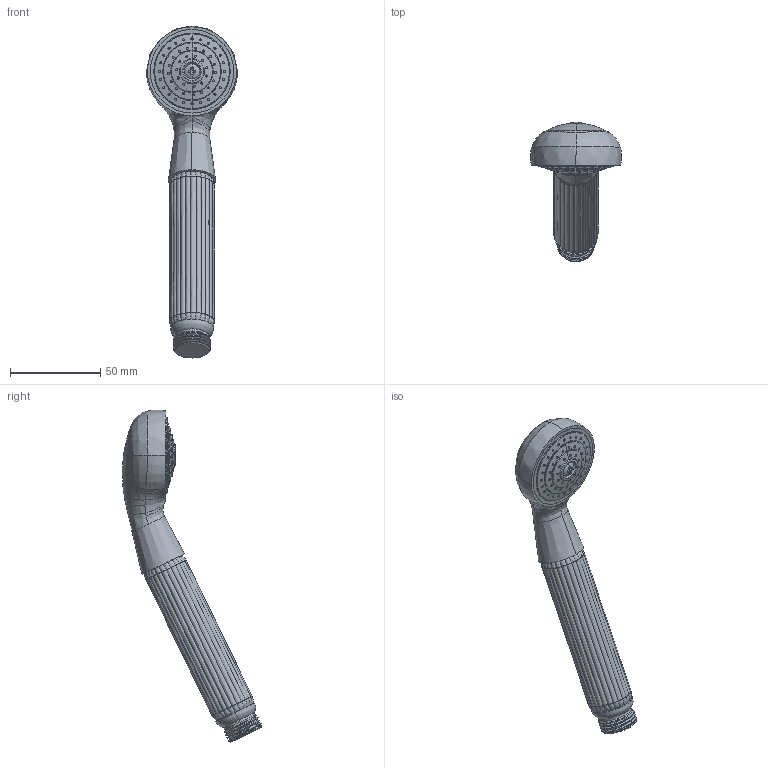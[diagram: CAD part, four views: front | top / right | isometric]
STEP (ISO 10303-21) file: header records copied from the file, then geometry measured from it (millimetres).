
FILE_DESCRIPTION((''),'2;1');
FILE_NAME('50275','2020-12-10T16:14:38',('jinson.thomas'),(''),'CREO PARAMETRIC BY PTC INC, 2018400','CREO PARAMETRIC BY PTC INC, 2018400','');
FILE_SCHEMA(('CONFIG_CONTROL_DESIGN'));
Length unit declared in the file: inch
Products named in the file (1): 50275
Bounding box: 50.45 x 77.12 x 183.98 mm (x, y, z)
Volume: 103004.6 mm3; surface area: 18491.2 mm2
Topology: 1 solids, 2 shells, 378 faces, 878 edges, 556 vertices
Faces by surface type: cylinder 124, bspline 123, cone 68, plane 37, torus 24, sphere 2
Entity records: 17514 total; most frequent: CARTESIAN_POINT 10164, ORIENTED_EDGE 1752, DIRECTION 1014, EDGE_CURVE 876, VERTEX_POINT 556, B_SPLINE_CURVE_WITH_KNOTS 529, EDGE_LOOP 434, AXIS2_PLACEMENT_3D 412
